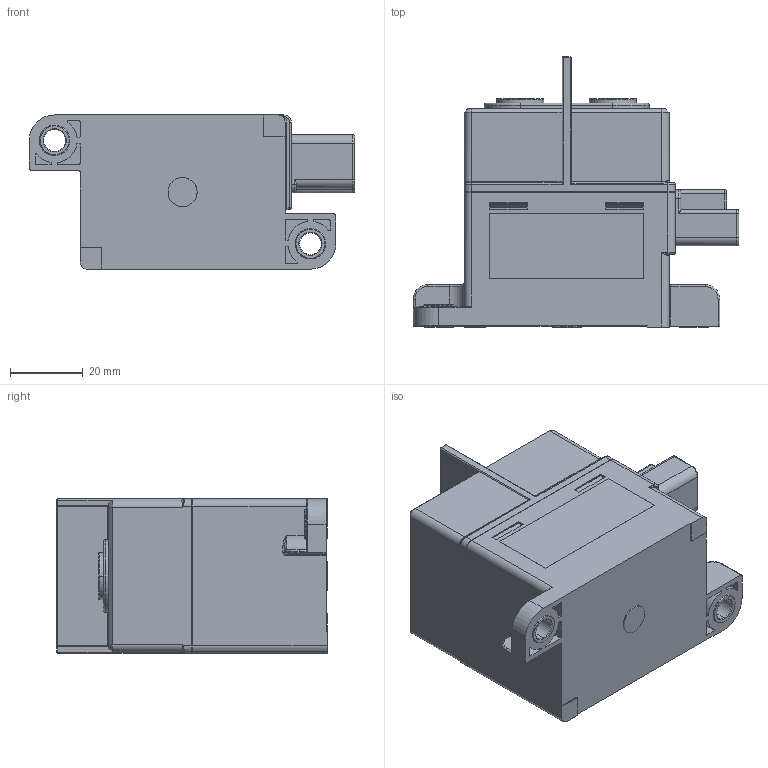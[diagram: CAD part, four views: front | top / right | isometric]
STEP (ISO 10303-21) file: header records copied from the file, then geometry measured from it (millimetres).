
FILE_DESCRIPTION(('CATIA V5 STEP Exchange','CAx-IF Rec.Pracs.--- Composite Materials ---3.4---2017-06-13'),'2;1');
FILE_NAME('GER-M250ST G2 A_for customer_20250424.stp','2025-04-24T09:23:53+00:00',('none'),('none'),'CATIA Version 5-6 Release 2020 SP3','CATIA V5 STEP AP203 v2','none');
FILE_SCHEMA(('CONFIG_CONTROL_DESIGN'));
Length unit declared in the file: millimetre
Products named in the file (1): GER-M250ST G2 A
Bounding box: 89.7 x 74.5 x 42.52 mm (x, y, z)
Volume: 149947.8 mm3; surface area: 22548.4 mm2
Topology: 1 solids, 7 shells, 600 faces, 1529 edges, 949 vertices
Faces by surface type: plane 249, cylinder 230, torus 55, cone 26, bspline 20, sphere 12, revolution 8
Entity records: 18239 total; most frequent: CARTESIAN_POINT 4874, ORIENTED_EDGE 3018, DIRECTION 2198, EDGE_CURVE 1509, VERTEX_POINT 949, AXIS2_PLACEMENT_3D 923, VECTOR 851, LINE 851
